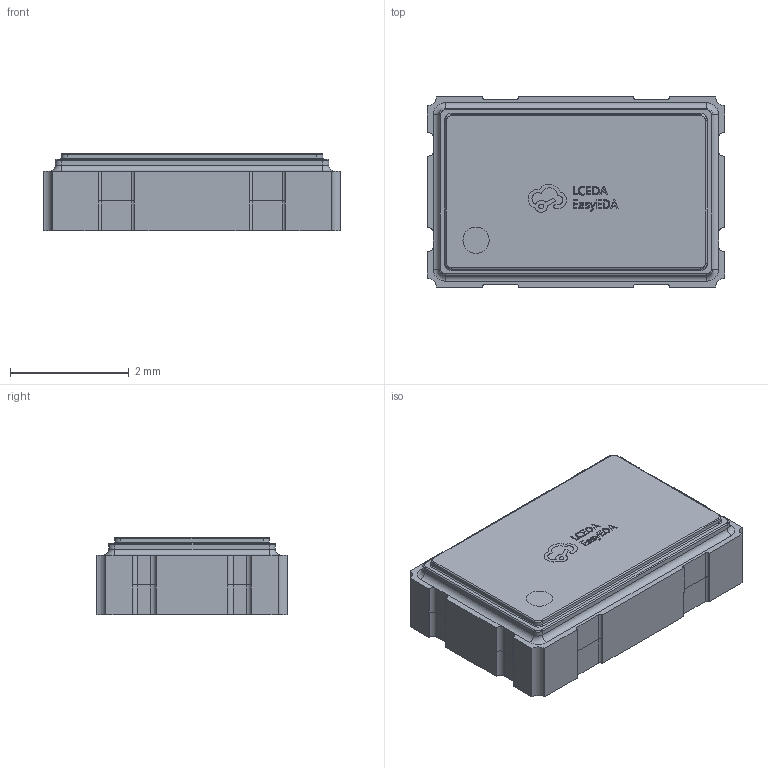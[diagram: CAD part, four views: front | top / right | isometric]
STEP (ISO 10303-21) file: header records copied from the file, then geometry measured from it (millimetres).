
FILE_DESCRIPTION (( 'STEP AP214' ), '1' );
FILE_NAME ('OSC-SMD_4P-L5.0-W3.2-BL-1.step', '2022-07-07T03:21:50', ( '' ), ( '' ), 'SwSTEP 2.0', 'SolidWorks 2020', '' );
FILE_SCHEMA (( 'AUTOMOTIVE_DESIGN' ));
Length unit declared in the file: millimetre
Products named in the file (1): OSC-SMD_4P-L5.0-W3.2-BL-1
Bounding box: 5 x 3.2 x 1.3 mm (x, y, z)
Volume: 19.4 mm3; surface area: 51.6 mm2
Topology: 1 solids, 1 shells, 458 faces, 1244 edges, 816 vertices
Faces by surface type: plane 268, bspline 112, cylinder 62, torus 16
Entity records: 19965 total; most frequent: CARTESIAN_POINT 4623, ORIENTED_EDGE 2488, DIRECTION 1850, EDGE_CURVE 1244, LINE 876, VECTOR 876, VERTEX_POINT 816, AXIS2_PLACEMENT_3D 487
